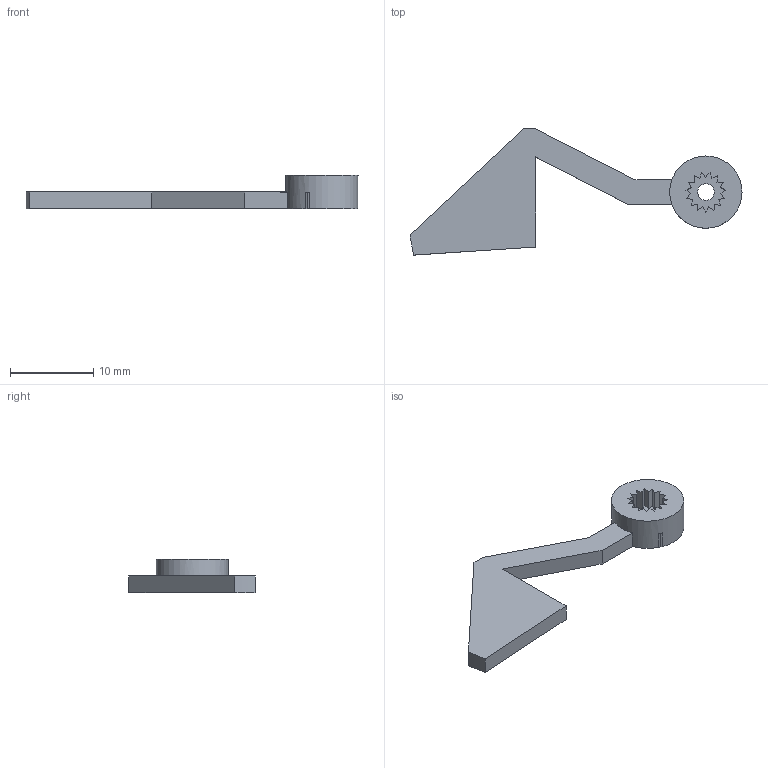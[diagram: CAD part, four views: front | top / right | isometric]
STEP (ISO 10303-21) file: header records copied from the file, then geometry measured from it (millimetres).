
FILE_DESCRIPTION(/* description */ (''),/* implementation_level */ '2;1');
FILE_NAME(/* name */ 'Kicker.step',/* time_stamp */ '2022-02-17T14:06:08+01:00',/* author */ (''),/* organization */ (''),/* preprocessor_version */ 'ST-DEVELOPER v18.1',/* originating_system */ 'Autodesk Translation Framework v10.13.0.1454',/* authorisation */ '');
FILE_SCHEMA (('AUTOMOTIVE_DESIGN { 1 0 10303 214 3 1 1 }'));
Length unit declared in the file: millimetre
Products named in the file (1): Kicker
Bounding box: 39.8 x 15.14 x 4 mm (x, y, z)
Volume: 571.3 mm3; surface area: 820.1 mm2
Topology: 1 solids, 1 shells, 48 faces, 135 edges, 90 vertices
Faces by surface type: plane 45, cylinder 3
Full cylindrical faces by diameter (mm): 2 x1, 8.667 x1
Entity records: 1566 total; most frequent: CARTESIAN_POINT 274, ORIENTED_EDGE 270, DIRECTION 243, EDGE_CURVE 135, LINE 125, VECTOR 125, VERTEX_POINT 90, AXIS2_PLACEMENT_3D 59
